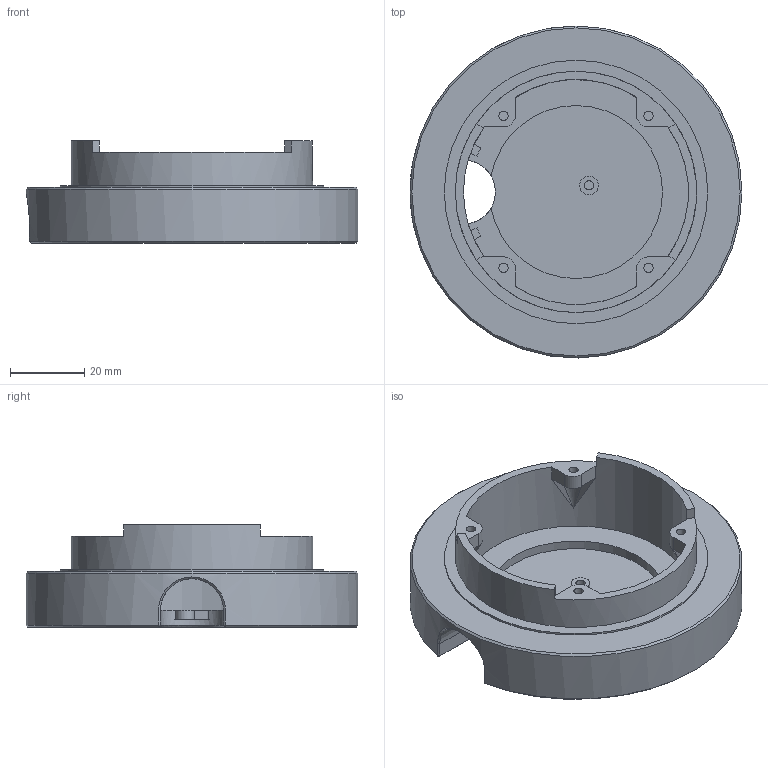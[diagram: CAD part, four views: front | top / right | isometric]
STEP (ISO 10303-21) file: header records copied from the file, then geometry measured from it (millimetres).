
FILE_DESCRIPTION(('FreeCAD Model'),'2;1');
FILE_NAME('Open CASCADE Shape Model','2025-06-28T11:21:34',(''),(''), 'Open CASCADE STEP processor 7.8','FreeCAD','Unknown');
FILE_SCHEMA(('AUTOMOTIVE_DESIGN { 1 0 10303 214 1 1 1 1 }'));
Length unit declared in the file: millimetre
Products named in the file (1): Bottom
Bounding box: 89.4 x 89.4 x 27.5 mm (x, y, z)
Volume: 62302.8 mm3; surface area: 24002.3 mm2
Topology: 1 solids, 1 shells, 87 faces, 201 edges, 124 vertices
Faces by surface type: plane 47, cylinder 19, bspline 18, cone 3
Full cylindrical faces by diameter (mm): 2.5 x5, 5 x1, 60.6 x1, 65 x1, 71 x1, 89.4 x1
Entity records: 2733 total; most frequent: CARTESIAN_POINT 779, ORIENTED_EDGE 402, DIRECTION 386, EDGE_CURVE 201, AXIS2_PLACEMENT_3D 142, VERTEX_POINT 124, LINE 102, VECTOR 102
